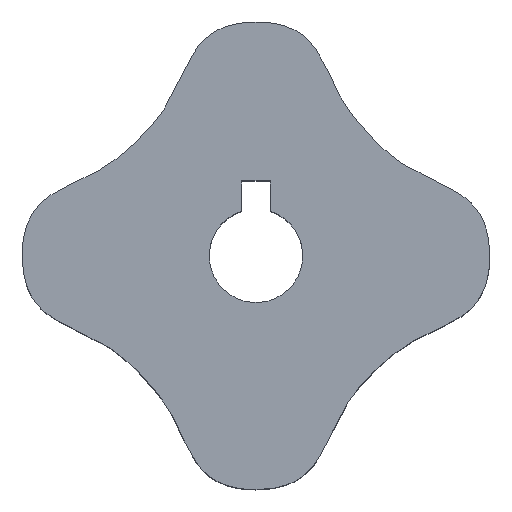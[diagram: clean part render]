
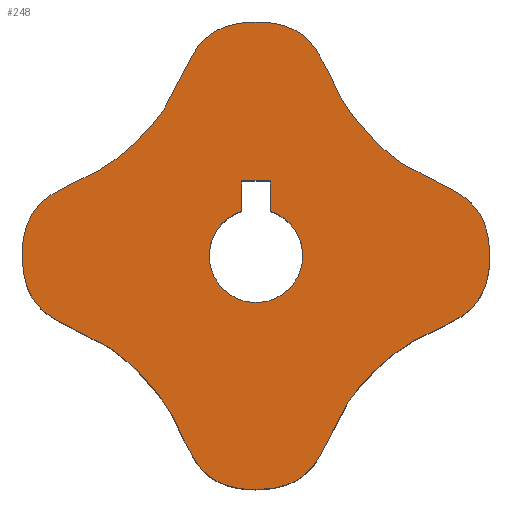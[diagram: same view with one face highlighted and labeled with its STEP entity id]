
A CAD part, top view. The second image highlights one B-rep face of the part: STEP entity #248.
In plain terms, the highlighted planar face has unit normal (0, 0, 1).
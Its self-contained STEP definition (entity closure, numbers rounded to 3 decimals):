
#22=FACE_BOUND($,#60,.T.);
#24=CIRCLE($,#266,5.);
#26=B_SPLINE_CURVE_WITH_KNOTS($,4,(#331,#332,#333,#334,#335,#336),
 .UNSPECIFIED.,.F.,.F.,(5,1,5),(1.,2.,3.),.UNSPECIFIED.);
#27=B_SPLINE_CURVE_WITH_KNOTS($,4,(#338,#339,#340,#341,#342,#343),
 .UNSPECIFIED.,.F.,.F.,(5,1,5),(1.,2.,3.),.UNSPECIFIED.);
#28=B_SPLINE_CURVE_WITH_KNOTS($,4,(#345,#346,#347,#348,#349,#350),
 .UNSPECIFIED.,.F.,.F.,(5,1,5),(1.,2.,3.),.UNSPECIFIED.);
#29=B_SPLINE_CURVE_WITH_KNOTS($,4,(#352,#353,#354,#355,#356,#357),
 .UNSPECIFIED.,.F.,.F.,(5,1,5),(1.,2.,3.),.UNSPECIFIED.);
#30=B_SPLINE_CURVE_WITH_KNOTS($,4,(#359,#360,#361,#362,#363,#364),
 .UNSPECIFIED.,.F.,.F.,(5,1,5),(1.,2.,3.),.UNSPECIFIED.);
#31=B_SPLINE_CURVE_WITH_KNOTS($,4,(#366,#367,#368,#369,#370,#371),
 .UNSPECIFIED.,.F.,.F.,(5,1,5),(1.,2.,3.),.UNSPECIFIED.);
#32=B_SPLINE_CURVE_WITH_KNOTS($,4,(#373,#374,#375,#376,#377,#378),
 .UNSPECIFIED.,.F.,.F.,(5,1,5),(1.,2.,3.),.UNSPECIFIED.);
#33=B_SPLINE_CURVE_WITH_KNOTS($,4,(#379,#380,#381,#382,#383,#384),
 .UNSPECIFIED.,.F.,.F.,(5,1,5),(1.,2.,3.),.UNSPECIFIED.);
#45=FACE_OUTER_BOUND($,#59,.T.);
#59=EDGE_LOOP($,(#180,#181,#182,#183,#184,#185,#186,#187));
#60=EDGE_LOOP($,(#188,#189,#190,#191));
#72=LINE($,#310,#90);
#76=LINE($,#318,#94);
#79=LINE($,#324,#97);
#90=VECTOR($,#274,3.23);
#94=VECTOR($,#280,3.);
#97=VECTOR($,#285,3.23);
#108=VERTEX_POINT($,#308);
#109=VERTEX_POINT($,#309);
#112=VERTEX_POINT($,#317);
#114=VERTEX_POINT($,#323);
#116=VERTEX_POINT($,#329);
#117=VERTEX_POINT($,#330);
#118=VERTEX_POINT($,#337);
#119=VERTEX_POINT($,#344);
#120=VERTEX_POINT($,#351);
#121=VERTEX_POINT($,#358);
#122=VERTEX_POINT($,#365);
#123=VERTEX_POINT($,#372);
#132=EDGE_CURVE($,#108,#109,#72,.T.);
#136=EDGE_CURVE($,#112,#108,#76,.T.);
#139=EDGE_CURVE($,#114,#112,#79,.T.);
#142=EDGE_CURVE($,#116,#117,#26,.T.);
#143=EDGE_CURVE($,#117,#118,#27,.T.);
#144=EDGE_CURVE($,#118,#119,#28,.T.);
#145=EDGE_CURVE($,#119,#120,#29,.T.);
#146=EDGE_CURVE($,#120,#121,#30,.T.);
#147=EDGE_CURVE($,#121,#122,#31,.T.);
#148=EDGE_CURVE($,#122,#123,#32,.T.);
#149=EDGE_CURVE($,#123,#116,#33,.T.);
#150=EDGE_CURVE($,#109,#114,#24,.T.);
#180=ORIENTED_EDGE($,*,*,#142,.T.);
#181=ORIENTED_EDGE($,*,*,#143,.T.);
#182=ORIENTED_EDGE($,*,*,#144,.T.);
#183=ORIENTED_EDGE($,*,*,#145,.T.);
#184=ORIENTED_EDGE($,*,*,#146,.T.);
#185=ORIENTED_EDGE($,*,*,#147,.T.);
#186=ORIENTED_EDGE($,*,*,#148,.T.);
#187=ORIENTED_EDGE($,*,*,#149,.T.);
#188=ORIENTED_EDGE($,*,*,#139,.T.);
#189=ORIENTED_EDGE($,*,*,#136,.T.);
#190=ORIENTED_EDGE($,*,*,#132,.T.);
#191=ORIENTED_EDGE($,*,*,#150,.T.);
#243=PLANE($,#265);
#248=ADVANCED_FACE($,(#45,#22),#243,.T.);
#265=AXIS2_PLACEMENT_3D($,#328,#288,#289);
#266=AXIS2_PLACEMENT_3D($,#385,#290,#291);
#274=DIRECTION($,(0.,-1.,0.));
#280=DIRECTION($,(1.,0.,0.));
#285=DIRECTION($,(0.,1.,0.));
#288=DIRECTION('center_axis',(0.,0.,1.));
#289=DIRECTION('ref_axis',(1.,0.,0.));
#290=DIRECTION('center_axis',(0.,0.,-1.));
#291=DIRECTION('ref_axis',(-1.,0.,0.));
#308=CARTESIAN_POINT('',(1.5,8.,25.));
#309=CARTESIAN_POINT('',(1.5,4.77,25.));
#310=CARTESIAN_POINT($,(1.5,4.,25.));
#317=CARTESIAN_POINT('',(-1.5,8.,25.));
#318=CARTESIAN_POINT($,(-0.75,8.,25.));
#323=CARTESIAN_POINT('',(-1.5,4.77,25.));
#324=CARTESIAN_POINT($,(-1.5,2.385,25.));
#328=CARTESIAN_POINT('Origin',(0.,0.,
25.));
#329=CARTESIAN_POINT('',(-12.5,12.5,25.));
#330=CARTESIAN_POINT('',(-25.,0.,25.));
#331=CARTESIAN_POINT('Ctrl Pts',(-12.5,12.5,25.));
#332=CARTESIAN_POINT('Ctrl Pts',(-14.647,10.391,25.));
#333=CARTESIAN_POINT('Ctrl Pts',(-17.827,8.04,25.));
#334=CARTESIAN_POINT('Ctrl Pts',(-21.684,7.542,25.));
#335=CARTESIAN_POINT('Ctrl Pts',(-25.,4.227,25.));
#336=CARTESIAN_POINT('Ctrl Pts',(-25.,0.,25.));
#337=CARTESIAN_POINT('',(-12.5,-12.5,25.));
#338=CARTESIAN_POINT('Ctrl Pts',(-25.,0.,25.));
#339=CARTESIAN_POINT('Ctrl Pts',(-25.,-4.227,25.));
#340=CARTESIAN_POINT('Ctrl Pts',(-21.684,-7.542,25.));
#341=CARTESIAN_POINT('Ctrl Pts',(-17.827,-8.04,25.));
#342=CARTESIAN_POINT('Ctrl Pts',(-14.647,-10.391,25.));
#343=CARTESIAN_POINT('Ctrl Pts',(-12.5,-12.5,25.));
#344=CARTESIAN_POINT('',(0.,-25.,25.));
#345=CARTESIAN_POINT('Ctrl Pts',(-12.5,-12.5,25.));
#346=CARTESIAN_POINT('Ctrl Pts',(-10.391,-14.647,25.));
#347=CARTESIAN_POINT('Ctrl Pts',(-8.04,-17.827,25.));
#348=CARTESIAN_POINT('Ctrl Pts',(-7.542,-21.684,25.));
#349=CARTESIAN_POINT('Ctrl Pts',(-4.227,-25.,25.));
#350=CARTESIAN_POINT('Ctrl Pts',(0.,-25.,25.));
#351=CARTESIAN_POINT('',(12.5,-12.5,25.));
#352=CARTESIAN_POINT('Ctrl Pts',(0.,-25.,25.));
#353=CARTESIAN_POINT('Ctrl Pts',(4.227,-25.,25.));
#354=CARTESIAN_POINT('Ctrl Pts',(7.542,-21.684,25.));
#355=CARTESIAN_POINT('Ctrl Pts',(8.04,-17.827,25.));
#356=CARTESIAN_POINT('Ctrl Pts',(10.391,-14.647,25.));
#357=CARTESIAN_POINT('Ctrl Pts',(12.5,-12.5,25.));
#358=CARTESIAN_POINT('',(25.,0.,25.));
#359=CARTESIAN_POINT('Ctrl Pts',(12.5,-12.5,25.));
#360=CARTESIAN_POINT('Ctrl Pts',(14.647,-10.391,25.));
#361=CARTESIAN_POINT('Ctrl Pts',(17.827,-8.04,25.));
#362=CARTESIAN_POINT('Ctrl Pts',(21.684,-7.542,25.));
#363=CARTESIAN_POINT('Ctrl Pts',(25.,-4.227,25.));
#364=CARTESIAN_POINT('Ctrl Pts',(25.,0.,25.));
#365=CARTESIAN_POINT('',(12.5,12.5,25.));
#366=CARTESIAN_POINT('Ctrl Pts',(25.,0.,25.));
#367=CARTESIAN_POINT('Ctrl Pts',(25.,4.227,25.));
#368=CARTESIAN_POINT('Ctrl Pts',(21.684,7.542,25.));
#369=CARTESIAN_POINT('Ctrl Pts',(17.827,8.04,25.));
#370=CARTESIAN_POINT('Ctrl Pts',(14.647,10.391,25.));
#371=CARTESIAN_POINT('Ctrl Pts',(12.5,12.5,25.));
#372=CARTESIAN_POINT('',(0.,25.,25.));
#373=CARTESIAN_POINT('Ctrl Pts',(12.5,12.5,25.));
#374=CARTESIAN_POINT('Ctrl Pts',(10.391,14.647,25.));
#375=CARTESIAN_POINT('Ctrl Pts',(8.04,17.827,25.));
#376=CARTESIAN_POINT('Ctrl Pts',(7.542,21.684,25.));
#377=CARTESIAN_POINT('Ctrl Pts',(4.227,25.,25.));
#378=CARTESIAN_POINT('Ctrl Pts',(0.,25.,25.));
#379=CARTESIAN_POINT('Ctrl Pts',(0.,25.,25.));
#380=CARTESIAN_POINT('Ctrl Pts',(-4.227,25.,25.));
#381=CARTESIAN_POINT('Ctrl Pts',(-7.542,21.684,25.));
#382=CARTESIAN_POINT('Ctrl Pts',(-8.04,17.827,25.));
#383=CARTESIAN_POINT('Ctrl Pts',(-10.391,14.647,25.));
#384=CARTESIAN_POINT('Ctrl Pts',(-12.5,12.5,25.));
#385=CARTESIAN_POINT('Origin',(0.,0.,25.));
